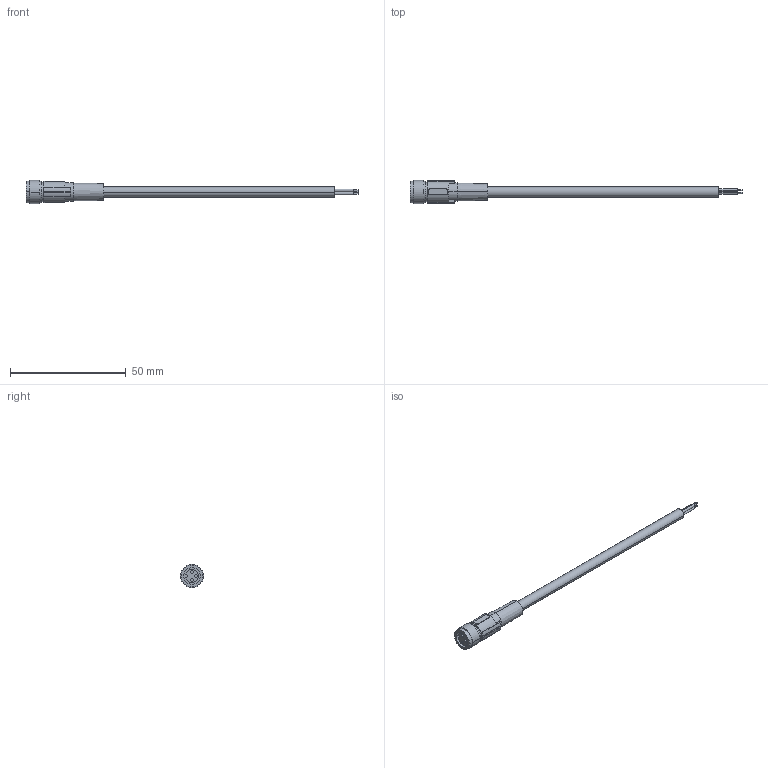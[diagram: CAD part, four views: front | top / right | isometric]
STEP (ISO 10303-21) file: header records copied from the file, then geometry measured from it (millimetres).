
FILE_DESCRIPTION(('SolidDesigner STEP Export'),'2;1');
FILE_NAME('1406317_SAC_3P_5.0_542_M8FS_BK-select.stp','2013-09-30T11:47:26',(''),(''),'Creo Elements/Direct Modeling STEP processor for AP214 (Solid Model)','Creo Elements/Direct Modeling 18.1B 29-Sep-2012 (C) Parametric Technology GmbH','');
FILE_SCHEMA(('AUTOMOTIVE_DESIGN { 1 0 10303 214 1 1 1 1 }'));
Length unit declared in the file: millimetre
Products named in the file (1): 1406317_SAC_3P_5.0_542_M8FS_BK-select
Bounding box: 143.7 x 10 x 10 mm (x, y, z)
Volume: 3401.6 mm3; surface area: 2951.7 mm2
Topology: 1 solids, 1 shells, 102 faces, 243 edges, 161 vertices
Faces by surface type: cylinder 55, plane 43, cone 4
Entity records: 4180 total; most frequent: CARTESIAN_POINT 1067, ORIENTED_EDGE 486, DIRECTION 452, EDGE_CURVE 243, AXIS2_PLACEMENT_3D 174, VERTEX_POINT 161, EDGE_LOOP 120, VECTOR 104
